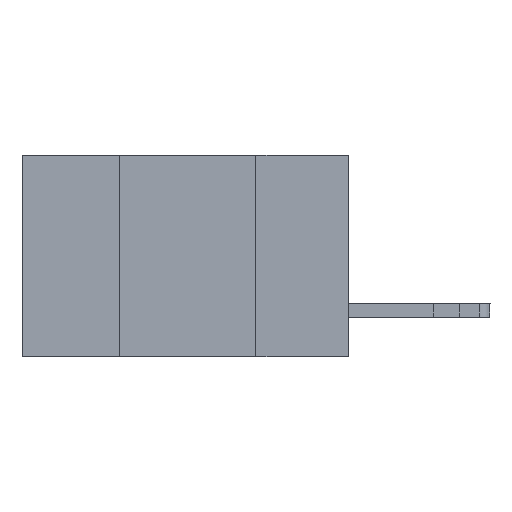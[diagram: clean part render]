
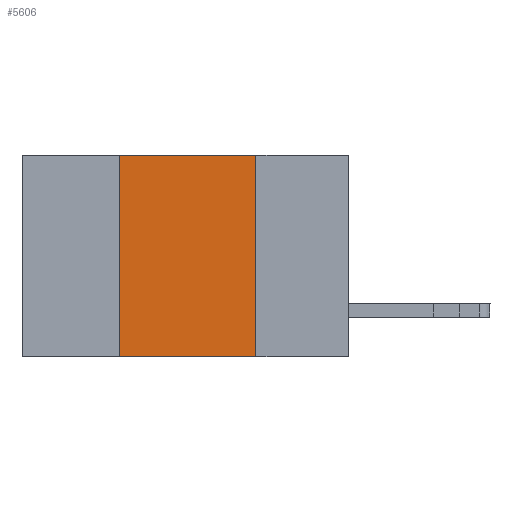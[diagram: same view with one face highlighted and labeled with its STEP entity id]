
A CAD part, left-side view. The second image highlights one B-rep face of the part: STEP entity #5606.
In plain terms, the highlighted planar face has unit normal (-1, 0, 0).
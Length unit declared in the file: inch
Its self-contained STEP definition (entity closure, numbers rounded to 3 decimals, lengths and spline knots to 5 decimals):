
#77 = EDGE_CURVE ( 'NONE', #10766, #10724, #1390, .T. ) ;
#370 = LINE ( 'NONE', #10916, #15421 ) ;
#707 = DIRECTION ( 'NONE',  ( 0., 0., -1. ) ) ;
#1075 = LINE ( 'NONE', #10234, #6071 ) ;
#1102 = ORIENTED_EDGE ( 'NONE', *, *, #77, .F. ) ;
#1390 = LINE ( 'NONE', #13131, #13165 ) ;
#2872 = ORIENTED_EDGE ( 'NONE', *, *, #6179, .F. ) ;
#2925 = DIRECTION ( 'NONE',  ( 0., 0., -1. ) ) ;
#3175 = CARTESIAN_POINT ( 'NONE',  ( 0., 0.17, -0.37 ) ) ;
#4081 = DIRECTION ( 'NONE',  ( 0., 0., 1. ) ) ;
#4217 = EDGE_CURVE ( 'NONE', #10724, #15235, #1075, .T. ) ;
#5606 = ADVANCED_FACE ( 'NONE', ( #8194 ), #9644, .F. ) ;
#6071 = VECTOR ( 'NONE', #15427, 39.37008 ) ;
#6117 = EDGE_LOOP ( 'NONE', ( #2872, #11162, #1102, #14640 ) ) ;
#6179 = EDGE_CURVE ( 'NONE', #15235, #14619, #11331, .T. ) ;
#8194 = FACE_OUTER_BOUND ( 'NONE', #6117, .T. ) ;
#8527 = CARTESIAN_POINT ( 'NONE',  ( 0., 0.6, 0. ) ) ;
#9482 = DIRECTION ( 'NONE',  ( 1., 0., 0. ) ) ;
#9644 = PLANE ( 'NONE',  #12692 ) ;
#9959 = VECTOR ( 'NONE', #707, 39.37008 ) ;
#10081 = CARTESIAN_POINT ( 'NONE',  ( 0., 0.42, -0.37 ) ) ;
#10234 = CARTESIAN_POINT ( 'NONE',  ( 0., 0.6, 0. ) ) ;
#10724 = VERTEX_POINT ( 'NONE', #13284 ) ;
#10766 = VERTEX_POINT ( 'NONE', #10081 ) ;
#10916 = CARTESIAN_POINT ( 'NONE',  ( 0., 0.6, -0.37 ) ) ;
#11162 = ORIENTED_EDGE ( 'NONE', *, *, #4217, .F. ) ;
#11331 = LINE ( 'NONE', #16610, #9959 ) ;
#11340 = CARTESIAN_POINT ( 'NONE',  ( 0., 0.17, 0. ) ) ;
#12299 = DIRECTION ( 'NONE',  ( 0., -1., 0. ) ) ;
#12692 = AXIS2_PLACEMENT_3D ( 'NONE', #8527, #9482, #2925 ) ;
#13131 = CARTESIAN_POINT ( 'NONE',  ( 0., 0.42, -0.37 ) ) ;
#13165 = VECTOR ( 'NONE', #4081, 39.37008 ) ;
#13284 = CARTESIAN_POINT ( 'NONE',  ( 0., 0.42, 0. ) ) ;
#14619 = VERTEX_POINT ( 'NONE', #3175 ) ;
#14640 = ORIENTED_EDGE ( 'NONE', *, *, #15110, .T. ) ;
#15110 = EDGE_CURVE ( 'NONE', #10766, #14619, #370, .T. ) ;
#15235 = VERTEX_POINT ( 'NONE', #11340 ) ;
#15421 = VECTOR ( 'NONE', #12299, 39.37008 ) ;
#15427 = DIRECTION ( 'NONE',  ( 0., -1., 0. ) ) ;
#16610 = CARTESIAN_POINT ( 'NONE',  ( 0., 0.17, -0.37 ) ) ;
